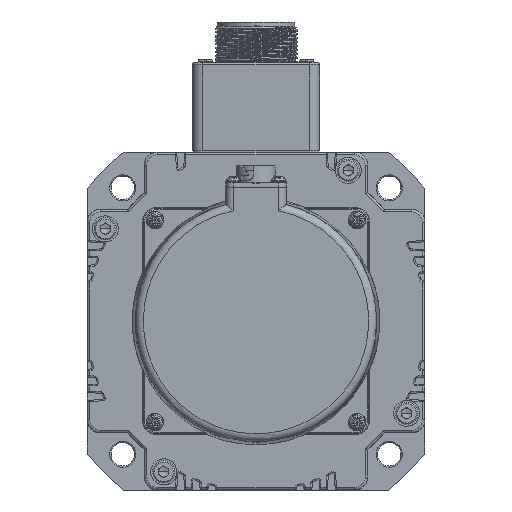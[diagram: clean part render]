
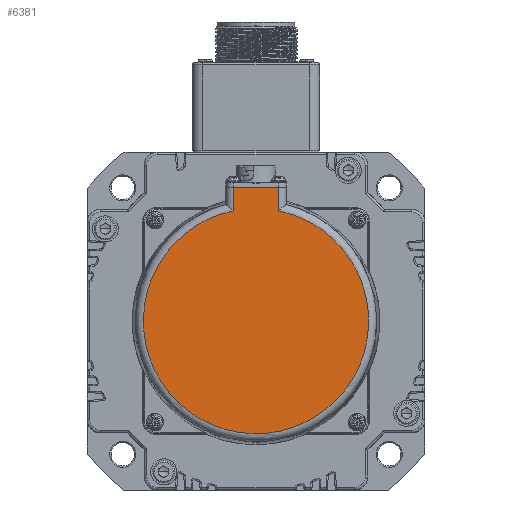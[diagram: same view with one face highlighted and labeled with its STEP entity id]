
A CAD part, front view. The second image highlights one B-rep face of the part: STEP entity #6381.
In plain terms, the highlighted planar face has unit normal (0, -1, 0).
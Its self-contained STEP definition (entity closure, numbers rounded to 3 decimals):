
#1152=CARTESIAN_POINT('',(308.67,-581.,-13.5));
#1153=VERTEX_POINT('',#1152);
#1161=CARTESIAN_POINT('',(308.67,-581.,-22.53));
#1162=VERTEX_POINT('',#1161);
#1163=CARTESIAN_POINT('',(308.67,-581.,-13.5));
#1164=DIRECTION('',(0.,0.,-1.));
#1165=VECTOR('',#1164,9.03);
#1166=LINE('',#1163,#1165);
#1167=EDGE_CURVE('',#1153,#1162,#1166,.T.);
#1186=CARTESIAN_POINT('',(291.33,-581.,-22.53));
#1187=VERTEX_POINT('',#1186);
#1188=CARTESIAN_POINT('',(308.67,-581.,-22.53));
#1189=CARTESIAN_POINT('',(314.353,-581.,-23.69));
#1190=CARTESIAN_POINT('',(319.747,-581.,-25.98));
#1191=CARTESIAN_POINT('',(329.572,-581.,-32.724));
#1192=CARTESIAN_POINT('',(333.823,-581.,-37.21));
#1193=CARTESIAN_POINT('',(340.185,-581.,-47.641));
#1194=CARTESIAN_POINT('',(342.227,-581.,-53.466));
#1195=CARTESIAN_POINT('',(343.779,-581.,-65.652));
#1196=CARTESIAN_POINT('',(343.24,-581.,-71.879));
#1197=CARTESIAN_POINT('',(339.608,-581.,-83.648));
#1198=CARTESIAN_POINT('',(336.573,-581.,-89.062));
#1199=CARTESIAN_POINT('',(328.498,-581.,-98.22));
#1200=CARTESIAN_POINT('',(323.571,-581.,-101.88));
#1201=CARTESIAN_POINT('',(312.463,-581.,-106.968));
#1202=CARTESIAN_POINT('',(306.395,-581.,-108.31));
#1203=CARTESIAN_POINT('',(294.078,-581.,-108.381));
#1204=CARTESIAN_POINT('',(287.97,-581.,-107.098));
#1205=CARTESIAN_POINT('',(276.771,-581.,-102.099));
#1206=CARTESIAN_POINT('',(271.793,-581.,-98.472));
#1207=CARTESIAN_POINT('',(263.637,-581.,-89.375));
#1208=CARTESIAN_POINT('',(260.561,-581.,-83.999));
#1209=CARTESIAN_POINT('',(256.819,-581.,-72.26));
#1210=CARTESIAN_POINT('',(256.225,-581.,-66.021));
#1211=CARTESIAN_POINT('',(257.683,-581.,-53.802));
#1212=CARTESIAN_POINT('',(259.68,-581.,-47.957));
#1213=CARTESIAN_POINT('',(265.961,-581.,-37.477));
#1214=CARTESIAN_POINT('',(270.173,-581.,-32.961));
#1215=CARTESIAN_POINT('',(280.036,-581.,-26.072));
#1216=CARTESIAN_POINT('',(285.532,-581.,-23.714));
#1217=CARTESIAN_POINT('',(291.33,-581.,-22.53));
#1218=B_SPLINE_CURVE_WITH_KNOTS('',3,(#1188,#1189,#1190,#1191,#1192,#1193,#1194,#1195,#1196,#1197,#1198,#1199,#1200,#1201,#1202,#1203,#1204,#1205,#1206,#1207,#1208,#1209,#1210,#1211,#1212,#1213,#1214,#1215,#1216,#1217),.UNSPECIFIED.,.F.,.U.,(4,2,2,2,2,2,2,2,2,2,2,2,2,2,4),(0.,0.068,0.14,0.211,0.284,0.356,0.427,0.499,0.571,0.643,0.715,0.787,0.859,0.931,1.),.UNSPECIFIED.);
#1219=EDGE_CURVE('',#1162,#1187,#1218,.T.);
#1243=CARTESIAN_POINT('',(291.33,-581.,-13.5));
#1244=VERTEX_POINT('',#1243);
#1245=CARTESIAN_POINT('',(291.33,-581.,-22.53));
#1246=DIRECTION('',(0.,0.,1.));
#1247=VECTOR('',#1246,9.03);
#1248=LINE('',#1245,#1247);
#1249=EDGE_CURVE('',#1187,#1244,#1248,.T.);
#6365=CARTESIAN_POINT('',(300.002,-581.,-61.225));
#6366=DIRECTION('',(0.,0.,-1.));
#6367=DIRECTION('',(0.,-1.,0.));
#6368=AXIS2_PLACEMENT_3D('',#6365,#6367,#6366);
#6369=PLANE('',#6368);
#6370=CARTESIAN_POINT('',(308.67,-581.,-13.5));
#6371=DIRECTION('',(-1.,0.,0.));
#6372=VECTOR('',#6371,17.34);
#6373=LINE('',#6370,#6372);
#6374=EDGE_CURVE('',#1153,#1244,#6373,.T.);
#6375=ORIENTED_EDGE('',*,*,#6374,.T.);
#6376=ORIENTED_EDGE('',*,*,#1249,.F.);
#6377=ORIENTED_EDGE('',*,*,#1219,.F.);
#6378=ORIENTED_EDGE('',*,*,#1167,.F.);
#6379=EDGE_LOOP('',(#6375,#6376,#6377,#6378));
#6380=FACE_OUTER_BOUND('',#6379,.T.);
#6381=ADVANCED_FACE('',(#6380),#6369,.T.);
